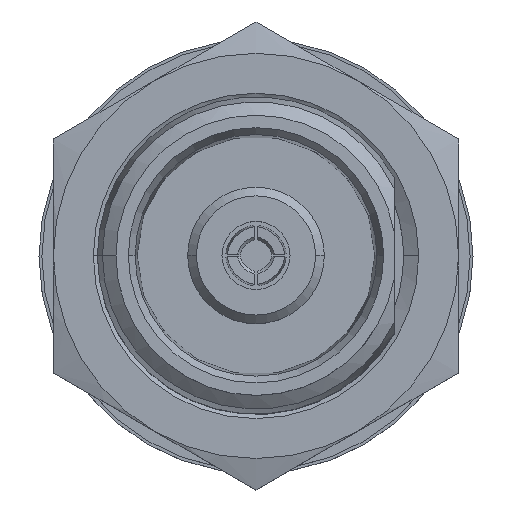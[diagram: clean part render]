
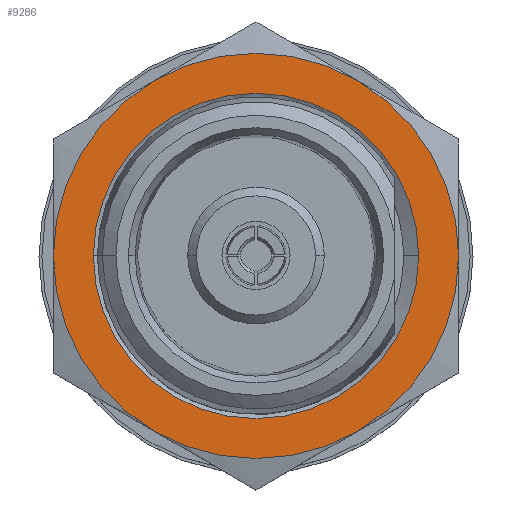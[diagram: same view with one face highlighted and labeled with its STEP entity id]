
A CAD part, top view. The second image highlights one B-rep face of the part: STEP entity #9286.
In plain terms, the highlighted planar face has unit normal (0, 0, 1).
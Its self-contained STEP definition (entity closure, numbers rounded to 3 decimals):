
#47 = DIRECTION ( 'NONE',  ( 0., 0., 1. ) ) ;
#93 = CARTESIAN_POINT ( 'NONE',  ( 3.5, 6.062, -12.4 ) ) ;
#130 = EDGE_CURVE ( 'NONE', #365, #9111, #2645, .T. ) ;
#231 = ORIENTED_EDGE ( 'NONE', *, *, #7788, .T. ) ;
#365 = VERTEX_POINT ( 'NONE', #2720 ) ;
#392 = AXIS2_PLACEMENT_3D ( 'NONE', #9390, #4969, #530 ) ;
#393 = EDGE_CURVE ( 'NONE', #1179, #5341, #6650, .T. ) ;
#430 = CARTESIAN_POINT ( 'NONE',  ( 5.62, 0., -12.4 ) ) ;
#446 = EDGE_CURVE ( 'NONE', #4650, #365, #1566, .T. ) ;
#471 = CIRCLE ( 'NONE', #7683, 7. ) ;
#527 = VERTEX_POINT ( 'NONE', #1990 ) ;
#530 = DIRECTION ( 'NONE',  ( 1., 0., 0. ) ) ;
#624 = AXIS2_PLACEMENT_3D ( 'NONE', #9571, #8391, #8855 ) ;
#835 = ORIENTED_EDGE ( 'NONE', *, *, #1620, .F. ) ;
#872 = ORIENTED_EDGE ( 'NONE', *, *, #9244, .T. ) ;
#1076 = CIRCLE ( 'NONE', #5265, 5.62 ) ;
#1179 = VERTEX_POINT ( 'NONE', #430 ) ;
#1218 = CARTESIAN_POINT ( 'NONE',  ( -7., 0., -12.4 ) ) ;
#1361 = CARTESIAN_POINT ( 'NONE',  ( 0., 0., -12.4 ) ) ;
#1475 = VERTEX_POINT ( 'NONE', #6726 ) ;
#1509 = DIRECTION ( 'NONE',  ( 1., 0., 0. ) ) ;
#1566 = CIRCLE ( 'NONE', #1722, 7. ) ;
#1620 = EDGE_CURVE ( 'NONE', #5341, #1179, #1076, .T. ) ;
#1722 = AXIS2_PLACEMENT_3D ( 'NONE', #8406, #47, #4085 ) ;
#1774 = EDGE_LOOP ( 'NONE', ( #872, #4944, #5238, #231, #6452, #7619 ) ) ;
#1990 = CARTESIAN_POINT ( 'NONE',  ( -3.5, -6.062, -12.4 ) ) ;
#2051 = AXIS2_PLACEMENT_3D ( 'NONE', #7216, #5113, #1509 ) ;
#2223 = DIRECTION ( 'NONE',  ( 1., 0., 0. ) ) ;
#2229 = FACE_OUTER_BOUND ( 'NONE', #1774, .T. ) ;
#2645 = CIRCLE ( 'NONE', #9153, 7. ) ;
#2690 = EDGE_CURVE ( 'NONE', #527, #1475, #4273, .T. ) ;
#2720 = CARTESIAN_POINT ( 'NONE',  ( -3.5, 6.062, -12.4 ) ) ;
#2965 = EDGE_LOOP ( 'NONE', ( #6120, #835 ) ) ;
#3065 = AXIS2_PLACEMENT_3D ( 'NONE', #3642, #8813, #4374 ) ;
#3186 = CARTESIAN_POINT ( 'NONE',  ( 7., 0., -12.4 ) ) ;
#3232 = VERTEX_POINT ( 'NONE', #3186 ) ;
#3642 = CARTESIAN_POINT ( 'NONE',  ( 0., 5.62, -12.4 ) ) ;
#3852 = DIRECTION ( 'NONE',  ( 0., 0., 1. ) ) ;
#4085 = DIRECTION ( 'NONE',  ( 1., 0., 0. ) ) ;
#4186 = FACE_BOUND ( 'NONE', #2965, .T. ) ;
#4273 = CIRCLE ( 'NONE', #624, 7. ) ;
#4313 = CARTESIAN_POINT ( 'NONE',  ( 0., 0., -12.4 ) ) ;
#4374 = DIRECTION ( 'NONE',  ( -1., 0., 0. ) ) ;
#4600 = EDGE_CURVE ( 'NONE', #1475, #3232, #9493, .T. ) ;
#4650 = VERTEX_POINT ( 'NONE', #93 ) ;
#4944 = ORIENTED_EDGE ( 'NONE', *, *, #446, .T. ) ;
#4969 = DIRECTION ( 'NONE',  ( 0., 0., 1. ) ) ;
#5055 = DIRECTION ( 'NONE',  ( 1., 0., 0. ) ) ;
#5113 = DIRECTION ( 'NONE',  ( 0., 0., 1. ) ) ;
#5238 = ORIENTED_EDGE ( 'NONE', *, *, #130, .T. ) ;
#5265 = AXIS2_PLACEMENT_3D ( 'NONE', #1361, #3852, #2223 ) ;
#5341 = VERTEX_POINT ( 'NONE', #8373 ) ;
#5746 = CARTESIAN_POINT ( 'NONE',  ( 0., 0., -12.4 ) ) ;
#5785 = CARTESIAN_POINT ( 'NONE',  ( 0., 0., -12.4 ) ) ;
#5805 = PLANE ( 'NONE',  #3065 ) ;
#6120 = ORIENTED_EDGE ( 'NONE', *, *, #393, .F. ) ;
#6307 = DIRECTION ( 'NONE',  ( 0., 0., 1. ) ) ;
#6452 = ORIENTED_EDGE ( 'NONE', *, *, #2690, .T. ) ;
#6650 = CIRCLE ( 'NONE', #2051, 5.62 ) ;
#6726 = CARTESIAN_POINT ( 'NONE',  ( 3.5, -6.062, -12.4 ) ) ;
#7216 = CARTESIAN_POINT ( 'NONE',  ( 0., 0., -12.4 ) ) ;
#7403 = DIRECTION ( 'NONE',  ( 0., 0., 1. ) ) ;
#7619 = ORIENTED_EDGE ( 'NONE', *, *, #4600, .T. ) ;
#7683 = AXIS2_PLACEMENT_3D ( 'NONE', #4313, #9476, #5055 ) ;
#7788 = EDGE_CURVE ( 'NONE', #9111, #527, #8034, .T. ) ;
#7799 = DIRECTION ( 'NONE',  ( 1., 0., 0. ) ) ;
#8034 = CIRCLE ( 'NONE', #392, 7. ) ;
#8076 = DIRECTION ( 'NONE',  ( 1., 0., 0. ) ) ;
#8373 = CARTESIAN_POINT ( 'NONE',  ( -5.62, 0., -12.4 ) ) ;
#8391 = DIRECTION ( 'NONE',  ( 0., 0., 1. ) ) ;
#8406 = CARTESIAN_POINT ( 'NONE',  ( 0., 0., -12.4 ) ) ;
#8614 = AXIS2_PLACEMENT_3D ( 'NONE', #5746, #7403, #8076 ) ;
#8813 = DIRECTION ( 'NONE',  ( 0., 0., -1. ) ) ;
#8855 = DIRECTION ( 'NONE',  ( 1., 0., 0. ) ) ;
#9111 = VERTEX_POINT ( 'NONE', #1218 ) ;
#9153 = AXIS2_PLACEMENT_3D ( 'NONE', #5785, #6307, #7799 ) ;
#9244 = EDGE_CURVE ( 'NONE', #3232, #4650, #471, .T. ) ;
#9286 = ADVANCED_FACE ( 'NONE', ( #4186, #2229 ), #5805, .F. ) ;
#9390 = CARTESIAN_POINT ( 'NONE',  ( 0., 0., -12.4 ) ) ;
#9476 = DIRECTION ( 'NONE',  ( 0., 0., 1. ) ) ;
#9493 = CIRCLE ( 'NONE', #8614, 7. ) ;
#9571 = CARTESIAN_POINT ( 'NONE',  ( 0., 0., -12.4 ) ) ;
